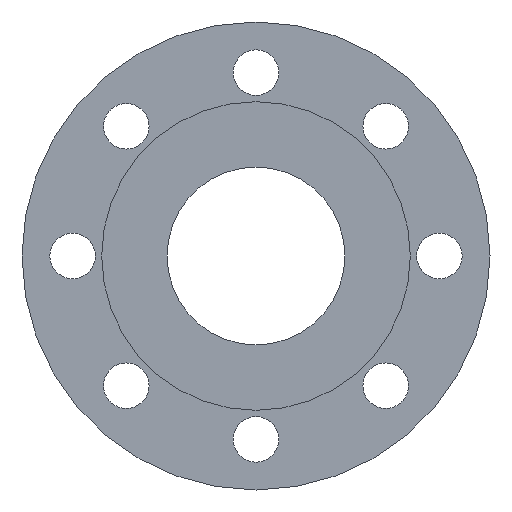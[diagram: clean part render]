
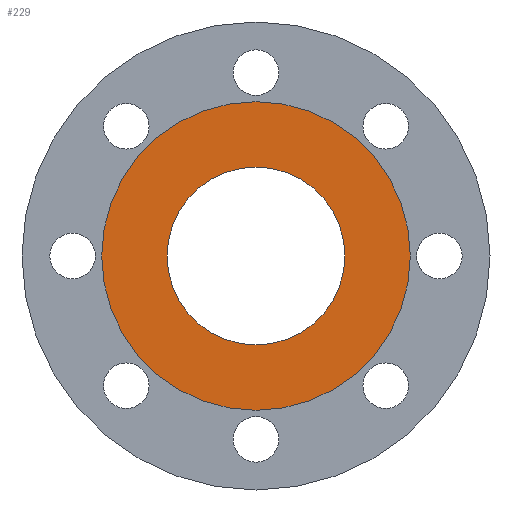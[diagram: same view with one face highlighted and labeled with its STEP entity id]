
A CAD part, front view. The second image highlights one B-rep face of the part: STEP entity #229.
In plain terms, the highlighted planar face has unit normal (0, -1, 0).
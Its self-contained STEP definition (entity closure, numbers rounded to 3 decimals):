
#12 = DIRECTION ( 'NONE',  ( 0., 0., 1. ) ) ;
#38 = AXIS2_PLACEMENT_3D ( 'NONE', #352, #361, #12 ) ;
#58 = AXIS2_PLACEMENT_3D ( 'NONE', #1000, #757, #931 ) ;
#75 = ORIENTED_EDGE ( 'NONE', *, *, #988, .F. ) ;
#81 = ORIENTED_EDGE ( 'NONE', *, *, #365, .F. ) ;
#91 = PLANE ( 'NONE',  #58 ) ;
#94 = VERTEX_POINT ( 'NONE', #128 ) ;
#112 = CARTESIAN_POINT ( 'NONE',  ( 0., 0., 0. ) ) ;
#128 = CARTESIAN_POINT ( 'NONE',  ( 0., 0., 35.15 ) ) ;
#133 = DIRECTION ( 'NONE',  ( 0., 1., 0. ) ) ;
#143 = DIRECTION ( 'NONE',  ( 0., 1., 0. ) ) ;
#229 = ADVANCED_FACE ( 'NONE', ( #337, #849 ), #91, .T. ) ;
#231 = CIRCLE ( 'NONE', #38, 61. ) ;
#267 = CIRCLE ( 'NONE', #785, 35.15 ) ;
#337 = FACE_BOUND ( 'NONE', #1063, .T. ) ;
#352 = CARTESIAN_POINT ( 'NONE',  ( 0., 0., 0. ) ) ;
#361 = DIRECTION ( 'NONE',  ( 0., 1., 0. ) ) ;
#365 = EDGE_CURVE ( 'NONE', #410, #673, #231, .T. ) ;
#410 = VERTEX_POINT ( 'NONE', #711 ) ;
#464 = AXIS2_PLACEMENT_3D ( 'NONE', #1011, #143, #1092 ) ;
#474 = DIRECTION ( 'NONE',  ( 0., 0., 1. ) ) ;
#492 = CARTESIAN_POINT ( 'NONE',  ( 0., 0., 0. ) ) ;
#510 = EDGE_CURVE ( 'NONE', #1007, #94, #652, .T. ) ;
#633 = AXIS2_PLACEMENT_3D ( 'NONE', #492, #133, #474 ) ;
#652 = CIRCLE ( 'NONE', #464, 35.15 ) ;
#673 = VERTEX_POINT ( 'NONE', #948 ) ;
#698 = EDGE_LOOP ( 'NONE', ( #75, #81 ) ) ;
#711 = CARTESIAN_POINT ( 'NONE',  ( 0., 0., -61. ) ) ;
#719 = ORIENTED_EDGE ( 'NONE', *, *, #731, .T. ) ;
#722 = CIRCLE ( 'NONE', #633, 61. ) ;
#731 = EDGE_CURVE ( 'NONE', #94, #1007, #267, .T. ) ;
#757 = DIRECTION ( 'NONE',  ( 0., -1., 0. ) ) ;
#785 = AXIS2_PLACEMENT_3D ( 'NONE', #112, #1043, #890 ) ;
#849 = FACE_OUTER_BOUND ( 'NONE', #698, .T. ) ;
#856 = CARTESIAN_POINT ( 'NONE',  ( 0., 0., -35.15 ) ) ;
#890 = DIRECTION ( 'NONE',  ( 0., 0., 1. ) ) ;
#931 = DIRECTION ( 'NONE',  ( 0., 0., -1. ) ) ;
#946 = ORIENTED_EDGE ( 'NONE', *, *, #510, .T. ) ;
#948 = CARTESIAN_POINT ( 'NONE',  ( 0., 0., 61. ) ) ;
#988 = EDGE_CURVE ( 'NONE', #673, #410, #722, .T. ) ;
#1000 = CARTESIAN_POINT ( 'NONE',  ( 0., 0., 35.15 ) ) ;
#1007 = VERTEX_POINT ( 'NONE', #856 ) ;
#1011 = CARTESIAN_POINT ( 'NONE',  ( 0., 0., 0. ) ) ;
#1043 = DIRECTION ( 'NONE',  ( 0., 1., 0. ) ) ;
#1063 = EDGE_LOOP ( 'NONE', ( #719, #946 ) ) ;
#1092 = DIRECTION ( 'NONE',  ( 0., 0., 1. ) ) ;
